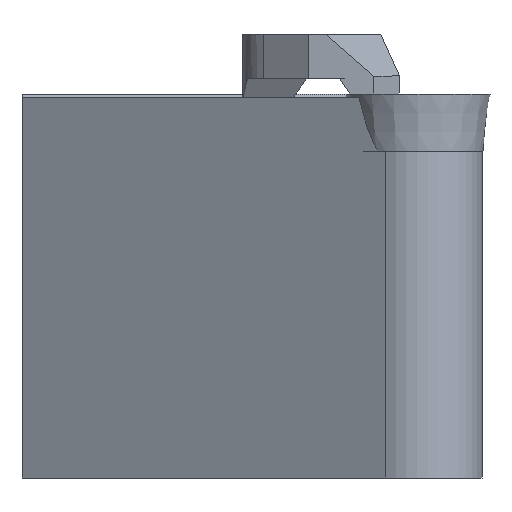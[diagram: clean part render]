
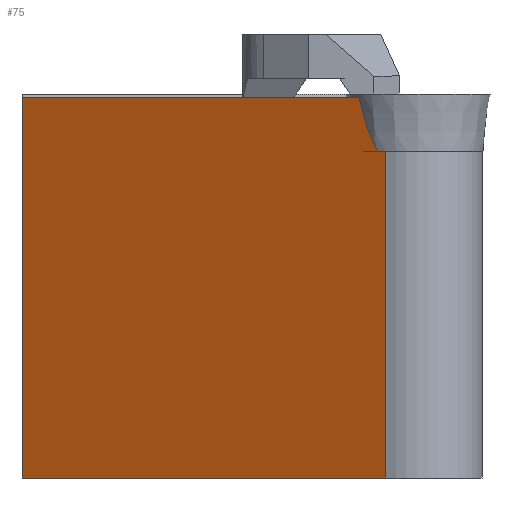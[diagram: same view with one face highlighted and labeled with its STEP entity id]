
A CAD part, left-side view. The second image highlights one B-rep face of the part: STEP entity #75.
In plain terms, the highlighted planar face has unit normal (-0.866, 0.5, 0).
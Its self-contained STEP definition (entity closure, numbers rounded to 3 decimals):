
#75=ADVANCED_FACE('',(#130),#105,.F.);
#105=PLANE('',#588);
#130=FACE_OUTER_BOUND('',#159,.T.);
#159=EDGE_LOOP('',(#312,#313,#314,#315,#316,#317));
#195=LINE('',#810,#251);
#196=LINE('',#832,#252);
#197=LINE('',#834,#253);
#198=LINE('',#836,#254);
#199=LINE('',#837,#255);
#251=VECTOR('',#644,1.);
#252=VECTOR('',#649,1.);
#253=VECTOR('',#650,1.);
#254=VECTOR('',#651,1.);
#255=VECTOR('',#652,1.);
#312=ORIENTED_EDGE('',*,*,#514,.F.);
#313=ORIENTED_EDGE('',*,*,#515,.F.);
#314=ORIENTED_EDGE('',*,*,#516,.F.);
#315=ORIENTED_EDGE('',*,*,#517,.F.);
#316=ORIENTED_EDGE('',*,*,#512,.T.);
#317=ORIENTED_EDGE('',*,*,#518,.F.);
#460=VERTEX_POINT('',#809);
#461=VERTEX_POINT('',#811);
#462=VERTEX_POINT('',#830);
#463=VERTEX_POINT('',#831);
#464=VERTEX_POINT('',#833);
#465=VERTEX_POINT('',#835);
#512=EDGE_CURVE('',#461,#460,#195,.T.);
#514=EDGE_CURVE('',#462,#463,#582,.T.);
#515=EDGE_CURVE('',#464,#462,#196,.T.);
#516=EDGE_CURVE('',#465,#464,#197,.T.);
#517=EDGE_CURVE('',#461,#465,#198,.T.);
#518=EDGE_CURVE('',#463,#460,#199,.T.);
#582=B_SPLINE_CURVE_WITH_KNOTS('',3,(#814,#815,#816,#817,#818,#819,#820,
#821,#822,#823,#824,#825,#826,#827,#828,#829),.UNSPECIFIED.,.F.,.F.,(4,
3,3,3,3,4),(0.,0.381,0.639,0.817,0.997,
1.),.UNSPECIFIED.);
#588=AXIS2_PLACEMENT_3D('',#838,#653,#654);
#644=DIRECTION('',(0.,0.,1.));
#649=DIRECTION('',(-0.5,-0.866,0.));
#650=DIRECTION('',(0.,0.,1.));
#651=DIRECTION('',(0.5,0.866,0.));
#652=DIRECTION('',(-0.5,-0.866,0.));
#653=DIRECTION('',(0.866,-0.5,0.));
#654=DIRECTION('',(0.5,0.866,0.));
#809=CARTESIAN_POINT('',(1.353,-30.317,-4.76));
#810=CARTESIAN_POINT('',(1.353,-30.317,-35.));
#811=CARTESIAN_POINT('',(1.353,-30.317,-32.));
#814=CARTESIAN_POINT('',(2.654,-28.064,-0.3));
#815=CARTESIAN_POINT('',(2.571,-28.209,-0.895));
#816=CARTESIAN_POINT('',(2.481,-28.364,-1.486));
#817=CARTESIAN_POINT('',(2.381,-28.537,-2.071));
#818=CARTESIAN_POINT('',(2.313,-28.655,-2.467));
#819=CARTESIAN_POINT('',(2.24,-28.782,-2.861));
#820=CARTESIAN_POINT('',(2.157,-28.925,-3.247));
#821=CARTESIAN_POINT('',(2.101,-29.023,-3.512));
#822=CARTESIAN_POINT('',(2.04,-29.128,-3.773));
#823=CARTESIAN_POINT('',(1.97,-29.248,-4.026));
#824=CARTESIAN_POINT('',(1.9,-29.37,-4.282));
#825=CARTESIAN_POINT('',(1.822,-29.505,-4.533));
#826=CARTESIAN_POINT('',(1.725,-29.674,-4.75));
#827=CARTESIAN_POINT('',(1.723,-29.676,-4.753));
#828=CARTESIAN_POINT('',(1.722,-29.679,-4.757));
#829=CARTESIAN_POINT('',(1.72,-29.681,-4.76));
#830=CARTESIAN_POINT('',(2.654,-28.064,-0.3));
#831=CARTESIAN_POINT('',(1.72,-29.681,-4.76));
#832=CARTESIAN_POINT('',(1.353,-30.317,-0.3));
#833=CARTESIAN_POINT('',(18.857,0.,-0.3));
#834=CARTESIAN_POINT('',(18.857,0.,-35.));
#835=CARTESIAN_POINT('',(18.857,0.,-32.));
#836=CARTESIAN_POINT('',(1.353,-30.317,-32.));
#837=CARTESIAN_POINT('',(1.353,-30.317,-4.76));
#838=CARTESIAN_POINT('',(1.353,-30.317,-35.));
